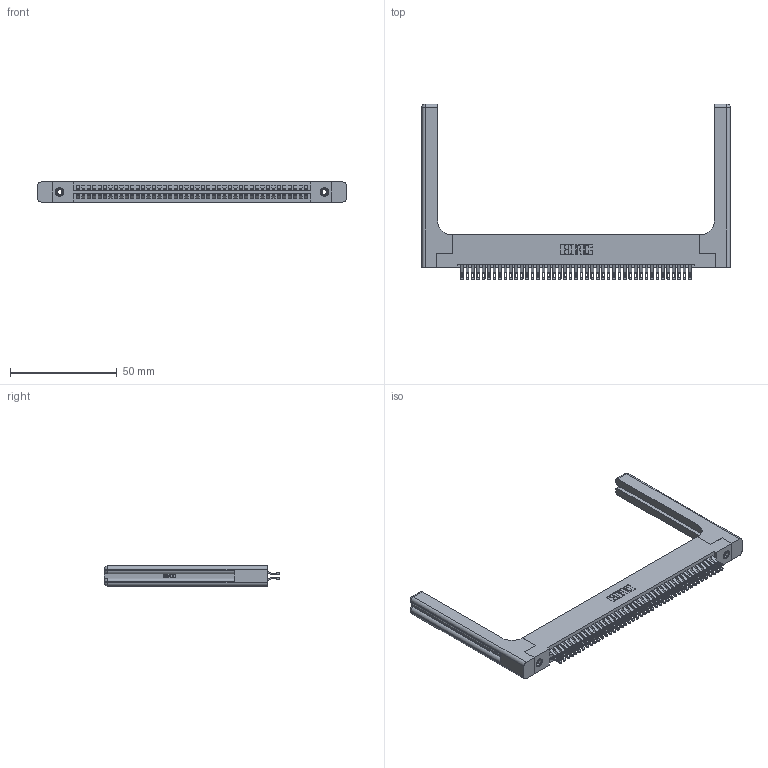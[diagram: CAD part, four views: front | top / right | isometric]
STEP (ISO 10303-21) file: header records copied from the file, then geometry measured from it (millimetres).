
FILE_DESCRIPTION (( 'STEP AP203' ), '1' );
FILE_NAME ('345-086-555-258.STEP', '2019-11-01T08:34:09', ( '' ), ( '' ), 'SwSTEP 2.0', 'SolidWorks 2016', '' );
FILE_SCHEMA (( 'CONFIG_CONTROL_DESIGN' ));
Length unit declared in the file: inch
Products named in the file (5): 345-250-001_345-250-001-102; 345-220-058_345-220-058; 345-292-001_555 Tail; 345 Part_Flush Mounting Lugs - 0.156 Dia-TH; 345-086-555-258
Assembly tree (91 placements, depth 2):
  345-086-555-258
    345 Part_Flush Mounting Lugs - 0.156 Dia-TH
    345-292-001_555 Tail  x86
    345-250-001_345-250-001-102  x2
    345-220-058_345-220-058  x2
Bounding box: 144.25 x 82.09 x 9.4 mm (x, y, z)
Volume: 22746.1 mm3; surface area: 27040.8 mm2
Topology: 91 solids, 91 shells, 5198 faces, 16229 edges, 10798 vertices
Faces by surface type: plane 2894, cylinder 2244, bspline 36, cone 12, sphere 8, torus 4
Entity records: 39112 total; most frequent: CARTESIAN_POINT 7583, ORIENTED_EDGE 6284, DIRECTION 5586, EDGE_CURVE 3142, VECTOR 2726, LINE 2726, VERTEX_POINT 2086, AXIS2_PLACEMENT_3D 1430
